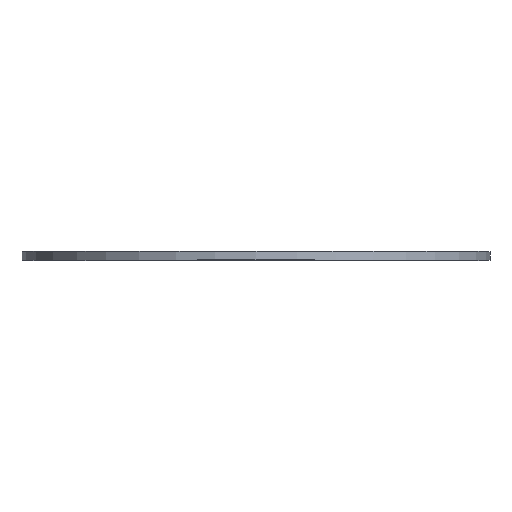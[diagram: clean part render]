
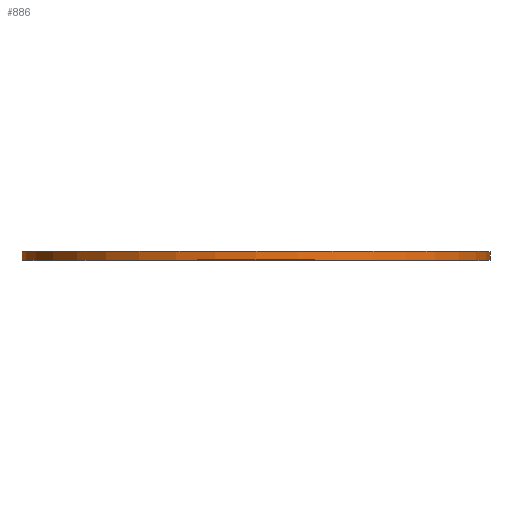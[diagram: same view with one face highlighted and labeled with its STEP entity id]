
A CAD part, top view. The second image highlights one B-rep face of the part: STEP entity #886.
In plain terms, the highlighted cylindrical face has radius 133.15 mm (diameter 266.3 mm), a full revolution.
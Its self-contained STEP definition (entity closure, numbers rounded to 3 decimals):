
#70=FACE_OUTER_BOUND('',#121,.T.);
#121=EDGE_LOOP('',(#603,#604,#605,#606));
#207=LINE('',#1361,#265);
#265=VECTOR('',#1064,133.15);
#323=CIRCLE('',#940,133.15);
#324=CIRCLE('',#941,133.15);
#391=VERTEX_POINT('',#1358);
#392=VERTEX_POINT('',#1360);
#477=EDGE_CURVE('',#391,#391,#323,.T.);
#478=EDGE_CURVE('',#391,#392,#207,.T.);
#479=EDGE_CURVE('',#392,#392,#324,.T.);
#603=ORIENTED_EDGE('',*,*,#477,.F.);
#604=ORIENTED_EDGE('',*,*,#478,.T.);
#605=ORIENTED_EDGE('',*,*,#479,.F.);
#606=ORIENTED_EDGE('',*,*,#478,.F.);
#855=CYLINDRICAL_SURFACE('',#939,133.15);
#886=ADVANCED_FACE('',(#70),#855,.T.);
#939=AXIS2_PLACEMENT_3D('',#1357,#1060,#1061);
#940=AXIS2_PLACEMENT_3D('',#1359,#1062,#1063);
#941=AXIS2_PLACEMENT_3D('',#1362,#1065,#1066);
#1060=DIRECTION('center_axis',(0.,-1.,0.));
#1061=DIRECTION('ref_axis',(-1.,0.,0.));
#1062=DIRECTION('center_axis',(0.,1.,0.));
#1063=DIRECTION('ref_axis',(-1.,0.,0.));
#1064=DIRECTION('',(0.,-1.,0.));
#1065=DIRECTION('center_axis',(0.,-1.,0.));
#1066=DIRECTION('ref_axis',(-1.,0.,0.));
#1357=CARTESIAN_POINT('Origin',(0.,29.7,0.));
#1358=CARTESIAN_POINT('',(133.15,29.7,0.));
#1359=CARTESIAN_POINT('Origin',(0.,29.7,0.));
#1360=CARTESIAN_POINT('',(133.15,24.7,0.));
#1361=CARTESIAN_POINT('',(133.15,29.7,0.));
#1362=CARTESIAN_POINT('Origin',(0.,24.7,0.));
